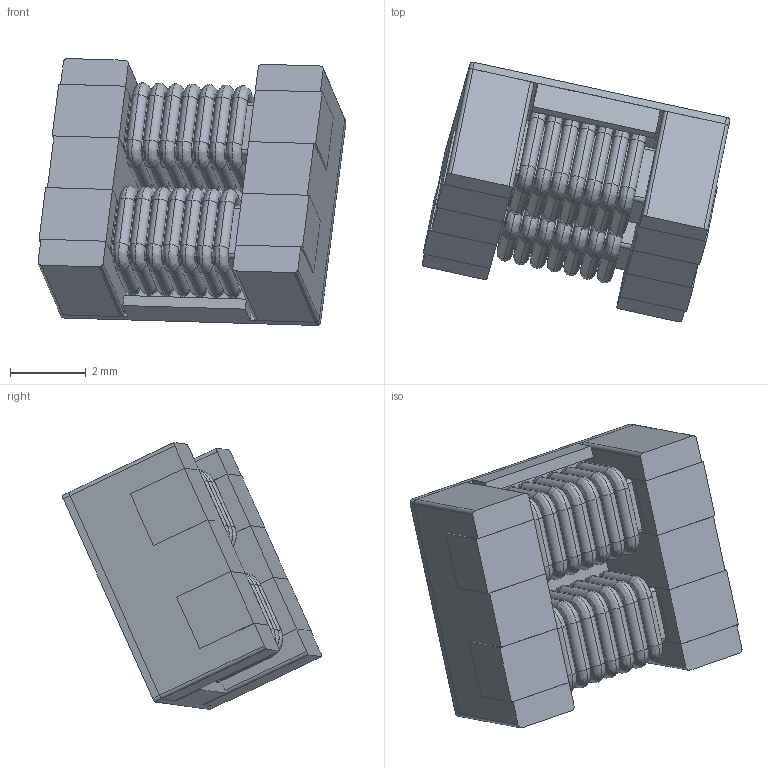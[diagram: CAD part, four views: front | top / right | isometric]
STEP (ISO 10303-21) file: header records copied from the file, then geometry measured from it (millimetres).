
FILE_DESCRIPTION (( 'STEP AP214' ), '1' );
FILE_NAME ('PA4339.101NLT.STEP', '2023-02-07T06:19:20', ( 'ADMIN' ), ( '' ), 'SwSTEP 2.0', 'SolidWorks 2016', '' );
FILE_SCHEMA (( 'AUTOMOTIVE_DESIGN' ));
Length unit declared in the file: millimetre
Products named in the file (3): PA4339ii; PA4339I; PA4339.101NLT
Assembly tree (2 placements, depth 2):
  PA4339.101NLT
    PA4339I
    PA4339ii
Bounding box: 8.1 x 6.83 x 7.02 mm (x, y, z)
Volume: 115.9 mm3; surface area: 467.6 mm2
Topology: 20 solids, 20 shells, 320 faces, 748 edges, 442 vertices
Faces by surface type: cylinder 132, bspline 112, plane 76
Entity records: 10708 total; most frequent: CARTESIAN_POINT 3195, DIRECTION 1606, ORIENTED_EDGE 1496, EDGE_CURVE 748, AXIS2_PLACEMENT_3D 645, VERTEX_POINT 442, CIRCLE 432, EDGE_LOOP 324
